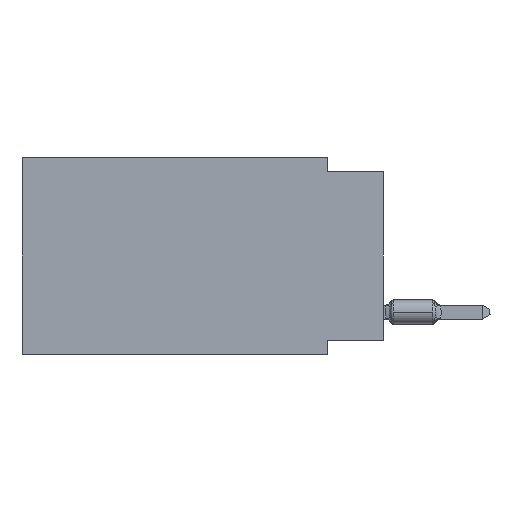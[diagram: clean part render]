
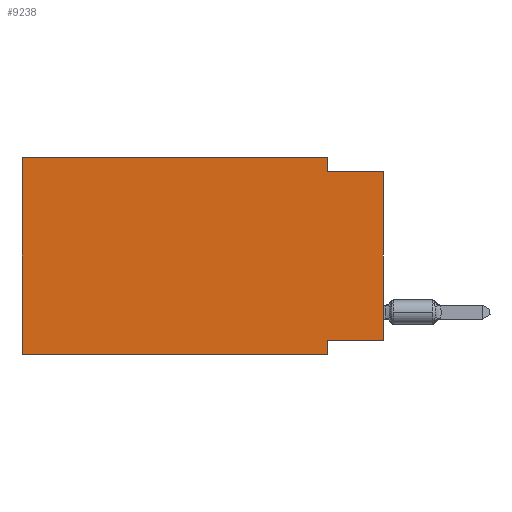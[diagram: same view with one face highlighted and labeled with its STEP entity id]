
A CAD part, left-side view. The second image highlights one B-rep face of the part: STEP entity #9238.
In plain terms, the highlighted planar face has unit normal (-1, 0, 0).
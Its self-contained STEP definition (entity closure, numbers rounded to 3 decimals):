
#1485 = VERTEX_POINT ( 'NONE', #34247 ) ;
#1988 = VERTEX_POINT ( 'NONE', #37570 ) ;
#2183 = ORIENTED_EDGE ( 'NONE', *, *, #10913, .F. ) ;
#2189 = CARTESIAN_POINT ( 'NONE',  ( 0., 2.54, 0. ) ) ;
#3377 = EDGE_CURVE ( 'NONE', #22171, #26001, #13526, .T. ) ;
#3658 = VECTOR ( 'NONE', #14222, 1000. ) ;
#7521 = CARTESIAN_POINT ( 'NONE',  ( 0., 0., -0.635 ) ) ;
#7893 = AXIS2_PLACEMENT_3D ( 'NONE', #36853, #8185, #10842 ) ;
#8082 = LINE ( 'NONE', #2189, #10410 ) ;
#8185 = DIRECTION ( 'NONE',  ( 1., 0., 0. ) ) ;
#8305 = VECTOR ( 'NONE', #29570, 1000. ) ;
#9043 = EDGE_LOOP ( 'NONE', ( #22431, #13853, #2183, #9897, #37242, #10626, #18628, #36204 ) ) ;
#9238 = ADVANCED_FACE ( 'NONE', ( #31176 ), #22078, .F. ) ;
#9720 = VECTOR ( 'NONE', #22277, 1000. ) ;
#9897 = ORIENTED_EDGE ( 'NONE', *, *, #3377, .F. ) ;
#10410 = VECTOR ( 'NONE', #13773, 1000. ) ;
#10626 = ORIENTED_EDGE ( 'NONE', *, *, #11999, .T. ) ;
#10842 = DIRECTION ( 'NONE',  ( 0., 0., -1. ) ) ;
#10913 = EDGE_CURVE ( 'NONE', #26001, #1988, #8082, .T. ) ;
#11376 = VERTEX_POINT ( 'NONE', #22679 ) ;
#11484 = VECTOR ( 'NONE', #30840, 1000. ) ;
#11646 = CARTESIAN_POINT ( 'NONE',  ( 0., 0., -0.635 ) ) ;
#11999 = EDGE_CURVE ( 'NONE', #21019, #35000, #17629, .T. ) ;
#13283 = VECTOR ( 'NONE', #24611, 1000. ) ;
#13526 = LINE ( 'NONE', #16935, #9720 ) ;
#13773 = DIRECTION ( 'NONE',  ( 0., 0., -1. ) ) ;
#13853 = ORIENTED_EDGE ( 'NONE', *, *, #31397, .F. ) ;
#14222 = DIRECTION ( 'NONE',  ( 0., 0., -1. ) ) ;
#16935 = CARTESIAN_POINT ( 'NONE',  ( 0., 16.383, 0. ) ) ;
#17163 = CARTESIAN_POINT ( 'NONE',  ( 0., 16.383, 0. ) ) ;
#17629 = LINE ( 'NONE', #20474, #8305 ) ;
#18628 = ORIENTED_EDGE ( 'NONE', *, *, #21966, .F. ) ;
#19984 = EDGE_CURVE ( 'NONE', #21019, #22171, #28567, .T. ) ;
#20474 = CARTESIAN_POINT ( 'NONE',  ( 0., 16.383, -8.89 ) ) ;
#20483 = CARTESIAN_POINT ( 'NONE',  ( 0., 16.383, 0. ) ) ;
#21019 = VERTEX_POINT ( 'NONE', #30085 ) ;
#21966 = EDGE_CURVE ( 'NONE', #1485, #35000, #25630, .T. ) ;
#22078 = PLANE ( 'NONE',  #7893 ) ;
#22171 = VERTEX_POINT ( 'NONE', #20483 ) ;
#22277 = DIRECTION ( 'NONE',  ( 0., -1., 0. ) ) ;
#22431 = ORIENTED_EDGE ( 'NONE', *, *, #36020, .T. ) ;
#22679 = CARTESIAN_POINT ( 'NONE',  ( 0., 0., -8.255 ) ) ;
#24437 = CARTESIAN_POINT ( 'NONE',  ( 0., 0., -8.255 ) ) ;
#24579 = LINE ( 'NONE', #30644, #11484 ) ;
#24611 = DIRECTION ( 'NONE',  ( 0., -1., 0. ) ) ;
#25005 = LINE ( 'NONE', #24437, #27736 ) ;
#25630 = LINE ( 'NONE', #28472, #3658 ) ;
#25711 = DIRECTION ( 'NONE',  ( 0., 0., 1. ) ) ;
#26001 = VERTEX_POINT ( 'NONE', #37431 ) ;
#27736 = VECTOR ( 'NONE', #36362, 1000. ) ;
#28472 = CARTESIAN_POINT ( 'NONE',  ( 0., 2.54, -8.89 ) ) ;
#28567 = LINE ( 'NONE', #17163, #37337 ) ;
#29570 = DIRECTION ( 'NONE',  ( 0., -1., 0. ) ) ;
#30085 = CARTESIAN_POINT ( 'NONE',  ( 0., 16.383, -8.89 ) ) ;
#30644 = CARTESIAN_POINT ( 'NONE',  ( 0., 0., 0. ) ) ;
#30840 = DIRECTION ( 'NONE',  ( 0., 0., 1. ) ) ;
#31176 = FACE_OUTER_BOUND ( 'NONE', #9043, .T. ) ;
#31397 = EDGE_CURVE ( 'NONE', #1988, #32051, #33521, .T. ) ;
#32051 = VERTEX_POINT ( 'NONE', #11646 ) ;
#32286 = CARTESIAN_POINT ( 'NONE',  ( 0., 2.54, -8.89 ) ) ;
#33521 = LINE ( 'NONE', #7521, #13283 ) ;
#34247 = CARTESIAN_POINT ( 'NONE',  ( 0., 2.54, -8.255 ) ) ;
#34548 = EDGE_CURVE ( 'NONE', #11376, #1485, #25005, .T. ) ;
#35000 = VERTEX_POINT ( 'NONE', #32286 ) ;
#36020 = EDGE_CURVE ( 'NONE', #11376, #32051, #24579, .T. ) ;
#36204 = ORIENTED_EDGE ( 'NONE', *, *, #34548, .F. ) ;
#36362 = DIRECTION ( 'NONE',  ( 0., 1., 0. ) ) ;
#36853 = CARTESIAN_POINT ( 'NONE',  ( 0., 16.383, 0. ) ) ;
#37242 = ORIENTED_EDGE ( 'NONE', *, *, #19984, .F. ) ;
#37337 = VECTOR ( 'NONE', #25711, 1000. ) ;
#37431 = CARTESIAN_POINT ( 'NONE',  ( 0., 2.54, 0. ) ) ;
#37570 = CARTESIAN_POINT ( 'NONE',  ( 0., 2.54, -0.635 ) ) ;
